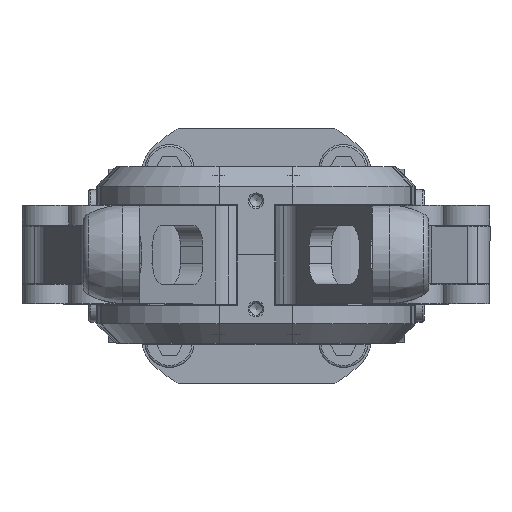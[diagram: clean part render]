
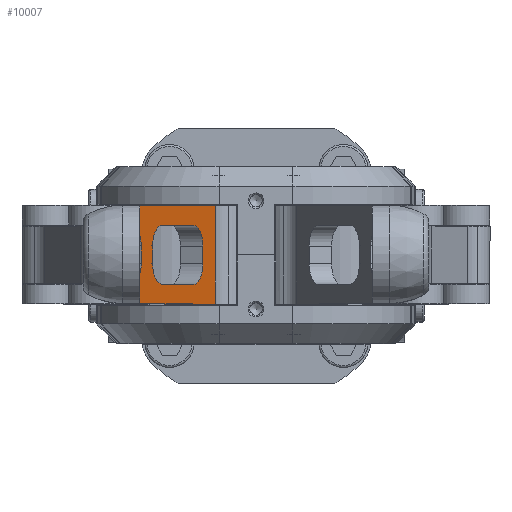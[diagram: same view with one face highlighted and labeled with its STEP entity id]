
A CAD part, top view. The second image highlights one B-rep face of the part: STEP entity #10007.
In plain terms, the highlighted face is planar.
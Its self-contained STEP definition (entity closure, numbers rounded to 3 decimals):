
#279=FACE_BOUND('',#1713,.T.);
#461=PLANE('',#11179);
#1136=FACE_OUTER_BOUND('',#1712,.T.);
#1712=EDGE_LOOP('',(#8167,#8168,#8169,#8170,#8171,#8172,#8173,#8174,#8175,
#8176));
#1713=EDGE_LOOP('',(#8177,#8178,#8179,#8180,#8181,#8182,#8183,#8184));
#2398=LINE('',#16998,#3058);
#2401=LINE('',#17006,#3061);
#2405=LINE('',#17015,#3065);
#2406=LINE('',#17020,#3066);
#2407=LINE('',#17023,#3067);
#2408=LINE('',#17027,#3068);
#2409=LINE('',#17031,#3069);
#2410=LINE('',#17033,#3070);
#2411=LINE('',#17034,#3071);
#2412=LINE('',#17037,#3072);
#2413=LINE('',#17041,#3073);
#2414=LINE('',#17045,#3074);
#3058=VECTOR('',#13557,1000.);
#3061=VECTOR('',#13562,1000.);
#3065=VECTOR('',#13568,1000.);
#3066=VECTOR('',#13575,1000.);
#3067=VECTOR('',#13580,1000.);
#3068=VECTOR('',#13583,1000.);
#3069=VECTOR('',#13586,1000.);
#3070=VECTOR('',#13587,1000.);
#3071=VECTOR('',#13588,1000.);
#3072=VECTOR('',#13589,1000.);
#3073=VECTOR('',#13592,1000.);
#3074=VECTOR('',#13595,1000.);
#3780=CIRCLE('',#11180,4.2);
#3781=CIRCLE('',#11181,4.2);
#3782=CIRCLE('',#11182,4.2);
#3783=CIRCLE('',#11183,4.2);
#3784=CIRCLE('',#11184,4.2);
#3785=CIRCLE('',#11185,4.2);
#4688=VERTEX_POINT('',#16989);
#4691=VERTEX_POINT('',#16996);
#4694=VERTEX_POINT('',#17003);
#4695=VERTEX_POINT('',#17005);
#4698=VERTEX_POINT('',#17012);
#4699=VERTEX_POINT('',#17014);
#4700=VERTEX_POINT('',#17019);
#4701=VERTEX_POINT('',#17024);
#4702=VERTEX_POINT('',#17026);
#4703=VERTEX_POINT('',#17028);
#4704=VERTEX_POINT('',#17030);
#4705=VERTEX_POINT('',#17032);
#4706=VERTEX_POINT('',#17035);
#4707=VERTEX_POINT('',#17036);
#4708=VERTEX_POINT('',#17038);
#4709=VERTEX_POINT('',#17040);
#4710=VERTEX_POINT('',#17042);
#4711=VERTEX_POINT('',#17044);
#5951=EDGE_CURVE('',#4688,#4691,#2398,.T.);
#5954=EDGE_CURVE('',#4694,#4695,#2401,.T.);
#5958=EDGE_CURVE('',#4698,#4699,#2405,.T.);
#5961=EDGE_CURVE('',#4700,#4688,#2406,.T.);
#5963=EDGE_CURVE('',#4699,#4691,#2407,.T.);
#5964=EDGE_CURVE('',#4698,#4701,#3780,.T.);
#5965=EDGE_CURVE('',#4702,#4701,#2408,.T.);
#5966=EDGE_CURVE('',#4702,#4703,#3781,.T.);
#5967=EDGE_CURVE('',#4703,#4704,#2409,.T.);
#5968=EDGE_CURVE('',#4704,#4705,#2410,.T.);
#5969=EDGE_CURVE('',#4700,#4705,#2411,.T.);
#5970=EDGE_CURVE('',#4706,#4707,#2412,.T.);
#5971=EDGE_CURVE('',#4706,#4708,#3782,.T.);
#5972=EDGE_CURVE('',#4708,#4709,#2413,.T.);
#5973=EDGE_CURVE('',#4709,#4710,#3783,.T.);
#5974=EDGE_CURVE('',#4710,#4711,#2414,.T.);
#5975=EDGE_CURVE('',#4711,#4695,#3784,.T.);
#5976=EDGE_CURVE('',#4694,#4707,#3785,.T.);
#8167=ORIENTED_EDGE('',*,*,#5951,.T.);
#8168=ORIENTED_EDGE('',*,*,#5963,.F.);
#8169=ORIENTED_EDGE('',*,*,#5958,.F.);
#8170=ORIENTED_EDGE('',*,*,#5964,.T.);
#8171=ORIENTED_EDGE('',*,*,#5965,.F.);
#8172=ORIENTED_EDGE('',*,*,#5966,.T.);
#8173=ORIENTED_EDGE('',*,*,#5967,.T.);
#8174=ORIENTED_EDGE('',*,*,#5968,.T.);
#8175=ORIENTED_EDGE('',*,*,#5969,.F.);
#8176=ORIENTED_EDGE('',*,*,#5961,.T.);
#8177=ORIENTED_EDGE('',*,*,#5970,.F.);
#8178=ORIENTED_EDGE('',*,*,#5971,.T.);
#8179=ORIENTED_EDGE('',*,*,#5972,.T.);
#8180=ORIENTED_EDGE('',*,*,#5973,.T.);
#8181=ORIENTED_EDGE('',*,*,#5974,.T.);
#8182=ORIENTED_EDGE('',*,*,#5975,.T.);
#8183=ORIENTED_EDGE('',*,*,#5954,.F.);
#8184=ORIENTED_EDGE('',*,*,#5976,.T.);
#10007=ADVANCED_FACE('',(#1136,#279),#461,.F.);
#11179=AXIS2_PLACEMENT_3D('',#17022,#13578,#13579);
#11180=AXIS2_PLACEMENT_3D('',#17025,#13581,#13582);
#11181=AXIS2_PLACEMENT_3D('',#17029,#13584,#13585);
#11182=AXIS2_PLACEMENT_3D('',#17039,#13590,#13591);
#11183=AXIS2_PLACEMENT_3D('',#17043,#13593,#13594);
#11184=AXIS2_PLACEMENT_3D('',#17046,#13596,#13597);
#11185=AXIS2_PLACEMENT_3D('',#17047,#13598,#13599);
#13557=DIRECTION('',(0.,1.,0.));
#13562=DIRECTION('',(0.,1.,0.));
#13568=DIRECTION('',(0.,1.,0.));
#13575=DIRECTION('',(0.,0.,-1.));
#13578=DIRECTION('center_axis',(-1.,0.,0.));
#13579=DIRECTION('ref_axis',(0.,0.,1.));
#13580=DIRECTION('',(0.,0.,-1.));
#13581=DIRECTION('center_axis',(-1.,0.,0.));
#13582=DIRECTION('ref_axis',(0.,0.,1.));
#13583=DIRECTION('',(0.,0.,-1.));
#13584=DIRECTION('center_axis',(-1.,0.,0.));
#13585=DIRECTION('ref_axis',(0.,0.,1.));
#13586=DIRECTION('',(0.,1.,0.));
#13587=DIRECTION('',(0.,0.,1.));
#13588=DIRECTION('',(0.,1.,0.));
#13589=DIRECTION('',(0.,0.,-1.));
#13590=DIRECTION('center_axis',(-1.,0.,0.));
#13591=DIRECTION('ref_axis',(0.,0.,1.));
#13592=DIRECTION('',(0.,1.,0.));
#13593=DIRECTION('center_axis',(-1.,0.,0.));
#13594=DIRECTION('ref_axis',(0.,0.,1.));
#13595=DIRECTION('',(0.,0.,-1.));
#13596=DIRECTION('center_axis',(-1.,0.,0.));
#13597=DIRECTION('ref_axis',(0.,0.,1.));
#13598=DIRECTION('center_axis',(-1.,0.,0.));
#13599=DIRECTION('ref_axis',(0.,0.,1.));
#16989=CARTESIAN_POINT('',(2.6,6.573,0.));
#16996=CARTESIAN_POINT('',(2.6,48.427,0.));
#16998=CARTESIAN_POINT('',(2.6,6.573,0.));
#17003=CARTESIAN_POINT('',(2.6,16.2,4.));
#17005=CARTESIAN_POINT('',(2.6,29.8,4.));
#17006=CARTESIAN_POINT('',(2.6,6.573,4.));
#17012=CARTESIAN_POINT('',(2.6,43.2,4.));
#17014=CARTESIAN_POINT('',(2.6,48.427,4.));
#17015=CARTESIAN_POINT('',(2.6,6.573,4.));
#17019=CARTESIAN_POINT('',(2.6,6.573,20.));
#17020=CARTESIAN_POINT('',(2.6,6.573,4.));
#17022=CARTESIAN_POINT('Origin',(2.6,6.573,4.));
#17023=CARTESIAN_POINT('',(2.6,48.427,4.));
#17024=CARTESIAN_POINT('',(2.6,39.,8.2));
#17025=CARTESIAN_POINT('Origin',(2.6,43.2,8.2));
#17026=CARTESIAN_POINT('',(2.6,39.,11.8));
#17027=CARTESIAN_POINT('',(2.6,39.,10.));
#17028=CARTESIAN_POINT('',(2.6,43.2,16.));
#17029=CARTESIAN_POINT('Origin',(2.6,43.2,11.8));
#17030=CARTESIAN_POINT('',(2.6,48.427,16.));
#17031=CARTESIAN_POINT('',(2.6,6.573,16.));
#17032=CARTESIAN_POINT('',(2.6,48.427,20.));
#17033=CARTESIAN_POINT('',(2.6,48.427,16.));
#17034=CARTESIAN_POINT('',(2.6,6.573,20.));
#17035=CARTESIAN_POINT('',(2.6,12.,11.8));
#17036=CARTESIAN_POINT('',(2.6,12.,8.2));
#17037=CARTESIAN_POINT('',(2.6,12.,10.));
#17038=CARTESIAN_POINT('',(2.6,16.2,16.));
#17039=CARTESIAN_POINT('Origin',(2.6,16.2,11.8));
#17040=CARTESIAN_POINT('',(2.6,29.8,16.));
#17041=CARTESIAN_POINT('',(2.6,6.573,16.));
#17042=CARTESIAN_POINT('',(2.6,34.,11.8));
#17043=CARTESIAN_POINT('Origin',(2.6,29.8,11.8));
#17044=CARTESIAN_POINT('',(2.6,34.,8.2));
#17045=CARTESIAN_POINT('',(2.6,34.,10.));
#17046=CARTESIAN_POINT('Origin',(2.6,29.8,8.2));
#17047=CARTESIAN_POINT('Origin',(2.6,16.2,8.2));
